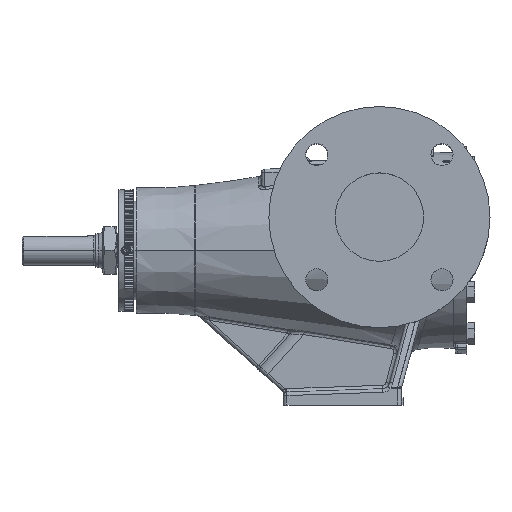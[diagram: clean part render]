
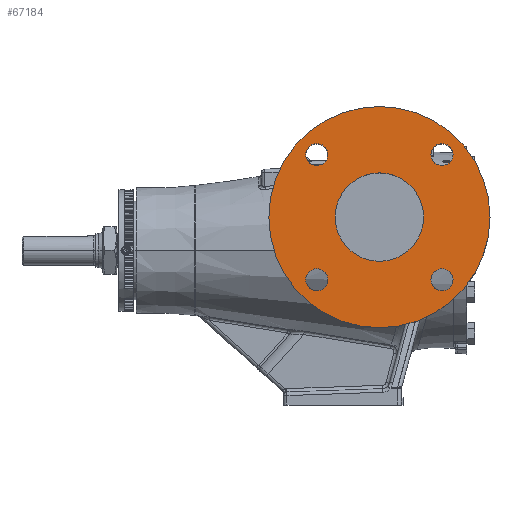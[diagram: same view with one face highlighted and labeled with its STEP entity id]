
A CAD part, top view. The second image highlights one B-rep face of the part: STEP entity #67184.
In plain terms, the highlighted planar face has unit normal (0, 0, 1).
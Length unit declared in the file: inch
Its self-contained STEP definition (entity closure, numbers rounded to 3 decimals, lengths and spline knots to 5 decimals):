
#1247 = EDGE_CURVE ( 'Defeatured_0_2+Defeatured_0_1978+Defeatured_0_1978+Defeatured_0_1978', #41261, #19652, #84279, .T. ) ;
#2025 = FACE_BOUND ( 'NONE', #46609, .T. ) ;
#2359 = EDGE_CURVE ( 'Defeatured_0_2+Defeatured_0_1974+Defeatured_0_1974+Defeatured_0_1974', #97712, #59862, #97931, .T. ) ;
#2674 = DIRECTION ( 'NONE',  ( 0., -1., 0. ) ) ;
#5030 = DIRECTION ( 'NONE',  ( 0., 0., -1. ) ) ;
#6720 = DIRECTION ( 'NONE',  ( 0., 0., 1. ) ) ;
#8186 = FACE_BOUND ( 'NONE', #118124, .T. ) ;
#9053 = CARTESIAN_POINT ( 'NONE',  ( -0.37868, 3.24132, 6. ) ) ;
#10182 = CARTESIAN_POINT ( 'NONE',  ( -2.5, 1.12, 6. ) ) ;
#10399 = CARTESIAN_POINT ( 'NONE',  ( -4.99632, -1.00132, 6. ) ) ;
#10552 = ORIENTED_EDGE ( 'NONE', *, *, #2359, .T. ) ;
#12574 = DIRECTION ( 'NONE',  ( 0., 0., -1. ) ) ;
#12934 = ORIENTED_EDGE ( 'NONE', *, *, #50451, .T. ) ;
#13470 = DIRECTION ( 'NONE',  ( 0., 0., -1. ) ) ;
#14384 = CIRCLE ( 'NONE', #38032, 0.375 ) ;
#15607 = CIRCLE ( 'NONE', #70107, 1.5 ) ;
#16258 = CARTESIAN_POINT ( 'NONE',  ( -2.5, 1.12, 6. ) ) ;
#18262 = CARTESIAN_POINT ( 'NONE',  ( -2.5, 1.12, 6. ) ) ;
#18321 = CARTESIAN_POINT ( 'NONE',  ( -2.66758, 1.10845, 6. ) ) ;
#19328 = ORIENTED_EDGE ( 'NONE', *, *, #1247, .T. ) ;
#19652 = VERTEX_POINT ( 'NONE', #79014 ) ;
#20303 = CARTESIAN_POINT ( 'NONE',  ( -4.24632, -1.00132, 6. ) ) ;
#20660 = FACE_BOUND ( 'NONE', #109688, .T. ) ;
#21407 = CARTESIAN_POINT ( 'NONE',  ( -4.62132, 3.24132, 6. ) ) ;
#22566 = DIRECTION ( 'NONE',  ( -1., 0., 0. ) ) ;
#26445 = VERTEX_POINT ( 'NONE', #98390 ) ;
#26680 = CARTESIAN_POINT ( 'NONE',  ( -0.37868, -1.00132, 6. ) ) ;
#28303 = DIRECTION ( 'NONE',  ( 0., 0., 1. ) ) ;
#28412 = FACE_BOUND ( 'NONE', #85759, .T. ) ;
#28796 = DIRECTION ( 'NONE',  ( 0., 0., -1. ) ) ;
#31830 = CARTESIAN_POINT ( 'NONE',  ( -0.00368, 3.24132, 6. ) ) ;
#32802 = DIRECTION ( 'NONE',  ( 0., -1., 0. ) ) ;
#35936 = EDGE_CURVE ( 'Defeatured_0_2+Defeatured_0_1974+Defeatured_0_1974+Defeatured_0_1974', #59862, #97712, #73636, .T. ) ;
#37959 = PLANE ( 'NONE',  #67132 ) ;
#38032 = AXIS2_PLACEMENT_3D ( 'NONE', #104909, #124908, #65332 ) ;
#41079 = EDGE_CURVE ( 'Defeatured_0_2+Defeatured_0_1978+Defeatured_0_1978+Defeatured_0_1978', #19652, #41261, #128283, .T. ) ;
#41261 = VERTEX_POINT ( 'NONE', #66106 ) ;
#42551 = DIRECTION ( 'NONE',  ( 0., 1., 0. ) ) ;
#44999 = CIRCLE ( 'NONE', #97157, 3.75 ) ;
#45146 = EDGE_CURVE ( 'Defeatured_0_1977+Defeatured_0_2+Defeatured_0_2+Defeatured_0_2', #121959, #60766, #15607, .T. ) ;
#46609 = EDGE_LOOP ( 'NONE', ( #122476, #91266 ) ) ;
#47653 = CIRCLE ( 'NONE', #122551, 0.375 ) ;
#50003 = DIRECTION ( 'NONE',  ( 1., 0., 0. ) ) ;
#50451 = EDGE_CURVE ( 'Defeatured_0_2+Defeatured_0_1973+Defeatured_0_1973+Defeatured_0_1973', #26445, #63551, #62789, .T. ) ;
#50529 = CARTESIAN_POINT ( 'NONE',  ( -4.62132, 3.24132, 6. ) ) ;
#52126 = CARTESIAN_POINT ( 'NONE',  ( -4., 1.12, 6. ) ) ;
#55275 = AXIS2_PLACEMENT_3D ( 'NONE', #50529, #70937, #2674 ) ;
#56210 = EDGE_CURVE ( 'Defeatured_0_1330+Defeatured_0_2+Defeatured_0_2+Defeatured_0_2', #113352, #99607, #44999, .T. ) ;
#56712 = DIRECTION ( 'NONE',  ( 0., 0., -1. ) ) ;
#57024 = DIRECTION ( 'NONE',  ( -1., 0., 0. ) ) ;
#57526 = DIRECTION ( 'NONE',  ( 1., 0., 0. ) ) ;
#59862 = VERTEX_POINT ( 'NONE', #122533 ) ;
#59951 = CARTESIAN_POINT ( 'NONE',  ( -4.62132, -1.00132, 6. ) ) ;
#60766 = VERTEX_POINT ( 'NONE', #52126 ) ;
#60864 = EDGE_LOOP ( 'NONE', ( #121550, #89942 ) ) ;
#60997 = DIRECTION ( 'NONE',  ( 0., 0., -1. ) ) ;
#62039 = CARTESIAN_POINT ( 'NONE',  ( 1.25, 1.12, 6. ) ) ;
#62091 = ORIENTED_EDGE ( 'NONE', *, *, #78491, .T. ) ;
#62240 = CARTESIAN_POINT ( 'NONE',  ( -0.37868, -1.00132, 6. ) ) ;
#62789 = CIRCLE ( 'NONE', #72452, 0.375 ) ;
#63551 = VERTEX_POINT ( 'NONE', #31830 ) ;
#65332 = DIRECTION ( 'NONE',  ( 1., 0., 0. ) ) ;
#66106 = CARTESIAN_POINT ( 'NONE',  ( -4.99632, 3.24132, 6. ) ) ;
#67083 = EDGE_CURVE ( 'Defeatured_0_2+Defeatured_0_1975+Defeatured_0_1975+Defeatured_0_1975', #104643, #123168, #14384, .T. ) ;
#67132 = AXIS2_PLACEMENT_3D ( 'NONE', #18321, #28796, #57526 ) ;
#67184 = ADVANCED_FACE ( 'Defeatured_0_2', ( #8186, #84462, #20660, #28412, #123340, #2025 ), #37959, .F. ) ;
#67527 = DIRECTION ( 'NONE',  ( 0., 0., -1. ) ) ;
#70107 = AXIS2_PLACEMENT_3D ( 'NONE', #18262, #28303, #57024 ) ;
#70937 = DIRECTION ( 'NONE',  ( 0., 0., -1. ) ) ;
#71981 = EDGE_CURVE ( 'Defeatured_0_1330+Defeatured_0_2+Defeatured_0_2+Defeatured_0_2', #99607, #113352, #95020, .T. ) ;
#72452 = AXIS2_PLACEMENT_3D ( 'NONE', #93777, #5030, #124145 ) ;
#73636 = CIRCLE ( 'NONE', #109879, 0.375 ) ;
#78491 = EDGE_CURVE ( 'Defeatured_0_2+Defeatured_0_1973+Defeatured_0_1973+Defeatured_0_1973', #63551, #26445, #47653, .T. ) ;
#78683 = AXIS2_PLACEMENT_3D ( 'NONE', #26680, #67527, #42551 ) ;
#79014 = CARTESIAN_POINT ( 'NONE',  ( -4.24632, 3.24132, 6. ) ) ;
#79048 = CIRCLE ( 'NONE', #103221, 1.5 ) ;
#82620 = CARTESIAN_POINT ( 'NONE',  ( -2.5, 1.12, 6. ) ) ;
#84279 = CIRCLE ( 'NONE', #55275, 0.375 ) ;
#84462 = FACE_OUTER_BOUND ( 'NONE', #101281, .T. ) ;
#85759 = EDGE_LOOP ( 'NONE', ( #114193, #10552 ) ) ;
#86313 = DIRECTION ( 'NONE',  ( -1., 0., 0. ) ) ;
#86754 = AXIS2_PLACEMENT_3D ( 'NONE', #82620, #12574, #22566 ) ;
#87813 = ORIENTED_EDGE ( 'NONE', *, *, #56210, .F. ) ;
#89942 = ORIENTED_EDGE ( 'NONE', *, *, #121595, .T. ) ;
#91266 = ORIENTED_EDGE ( 'NONE', *, *, #119743, .F. ) ;
#93777 = CARTESIAN_POINT ( 'NONE',  ( -0.37868, 3.24132, 6. ) ) ;
#94658 = ORIENTED_EDGE ( 'NONE', *, *, #71981, .F. ) ;
#95020 = CIRCLE ( 'NONE', #86754, 3.75 ) ;
#95410 = CIRCLE ( 'NONE', #115959, 0.375 ) ;
#95736 = ORIENTED_EDGE ( 'NONE', *, *, #41079, .T. ) ;
#97157 = AXIS2_PLACEMENT_3D ( 'NONE', #10182, #56712, #128444 ) ;
#97712 = VERTEX_POINT ( 'NONE', #114377 ) ;
#97931 = CIRCLE ( 'NONE', #78683, 0.375 ) ;
#98390 = CARTESIAN_POINT ( 'NONE',  ( -0.75368, 3.24132, 6. ) ) ;
#99607 = VERTEX_POINT ( 'NONE', #105366 ) ;
#101281 = EDGE_LOOP ( 'NONE', ( #87813, #94658 ) ) ;
#102649 = DIRECTION ( 'NONE',  ( 0., 1., 0. ) ) ;
#103221 = AXIS2_PLACEMENT_3D ( 'NONE', #16258, #6720, #86313 ) ;
#104643 = VERTEX_POINT ( 'NONE', #20303 ) ;
#104909 = CARTESIAN_POINT ( 'NONE',  ( -4.62132, -1.00132, 6. ) ) ;
#105366 = CARTESIAN_POINT ( 'NONE',  ( -6.25, 1.12, 6. ) ) ;
#107792 = DIRECTION ( 'NONE',  ( 0., 0., -1. ) ) ;
#109688 = EDGE_LOOP ( 'NONE', ( #62091, #12934 ) ) ;
#109879 = AXIS2_PLACEMENT_3D ( 'NONE', #62240, #13470, #102649 ) ;
#112931 = AXIS2_PLACEMENT_3D ( 'NONE', #21407, #60997, #32802 ) ;
#113352 = VERTEX_POINT ( 'NONE', #62039 ) ;
#114193 = ORIENTED_EDGE ( 'NONE', *, *, #35936, .T. ) ;
#114377 = CARTESIAN_POINT ( 'NONE',  ( -0.75368, -1.00132, 6. ) ) ;
#115959 = AXIS2_PLACEMENT_3D ( 'NONE', #59951, #107792, #50003 ) ;
#117255 = DIRECTION ( 'NONE',  ( -1., 0., 0. ) ) ;
#118124 = EDGE_LOOP ( 'NONE', ( #95736, #19328 ) ) ;
#119743 = EDGE_CURVE ( 'Defeatured_0_1977+Defeatured_0_2+Defeatured_0_2+Defeatured_0_2', #60766, #121959, #79048, .T. ) ;
#121550 = ORIENTED_EDGE ( 'NONE', *, *, #67083, .T. ) ;
#121595 = EDGE_CURVE ( 'Defeatured_0_2+Defeatured_0_1975+Defeatured_0_1975+Defeatured_0_1975', #123168, #104643, #95410, .T. ) ;
#121959 = VERTEX_POINT ( 'NONE', #125053 ) ;
#122476 = ORIENTED_EDGE ( 'NONE', *, *, #45146, .F. ) ;
#122533 = CARTESIAN_POINT ( 'NONE',  ( -0.00368, -1.00132, 6. ) ) ;
#122551 = AXIS2_PLACEMENT_3D ( 'NONE', #9053, #128596, #117255 ) ;
#123168 = VERTEX_POINT ( 'NONE', #10399 ) ;
#123340 = FACE_BOUND ( 'NONE', #60864, .T. ) ;
#124145 = DIRECTION ( 'NONE',  ( -1., 0., 0. ) ) ;
#124908 = DIRECTION ( 'NONE',  ( 0., 0., -1. ) ) ;
#125053 = CARTESIAN_POINT ( 'NONE',  ( -1., 1.12, 6. ) ) ;
#128283 = CIRCLE ( 'NONE', #112931, 0.375 ) ;
#128444 = DIRECTION ( 'NONE',  ( -1., 0., 0. ) ) ;
#128596 = DIRECTION ( 'NONE',  ( 0., 0., -1. ) ) ;
